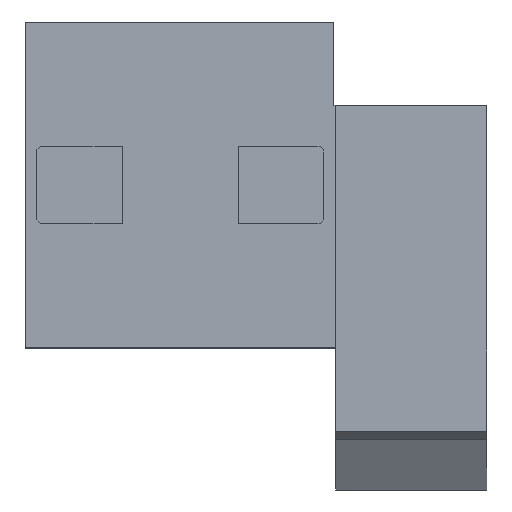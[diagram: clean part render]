
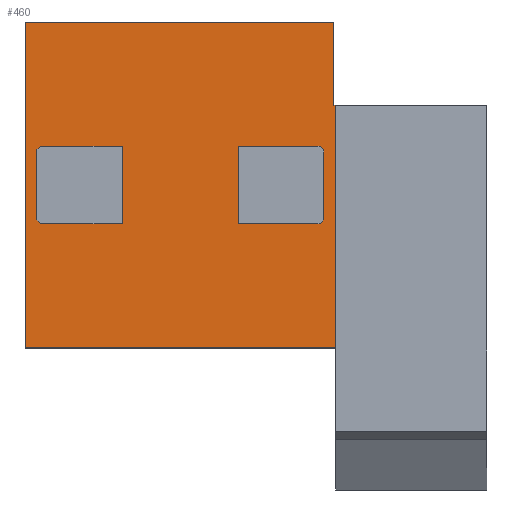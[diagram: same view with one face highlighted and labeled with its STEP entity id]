
A CAD part, top view. The second image highlights one B-rep face of the part: STEP entity #460.
In plain terms, the highlighted planar face has unit normal (0, 0, 1).
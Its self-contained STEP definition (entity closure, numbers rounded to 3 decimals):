
#73=LINE('',#2024,#205);
#105=LINE('',#2098,#237);
#116=LINE('',#2121,#248);
#117=LINE('',#2124,#249);
#118=LINE('',#2126,#250);
#119=LINE('',#2128,#251);
#120=LINE('',#2130,#252);
#121=LINE('',#2132,#253);
#122=LINE('',#2133,#254);
#123=LINE('',#2136,#255);
#124=LINE('',#2138,#256);
#125=LINE('',#2140,#257);
#126=LINE('',#2142,#258);
#127=LINE('',#2144,#259);
#128=LINE('',#2145,#260);
#129=LINE('',#2148,#261);
#130=LINE('',#2150,#262);
#131=LINE('',#2151,#263);
#205=VECTOR('',#1565,1.);
#237=VECTOR('',#1633,1.);
#248=VECTOR('',#1648,1.);
#249=VECTOR('',#1649,1.);
#250=VECTOR('',#1650,1.);
#251=VECTOR('',#1651,1.);
#252=VECTOR('',#1652,1.);
#253=VECTOR('',#1653,1.);
#254=VECTOR('',#1654,1.);
#255=VECTOR('',#1655,1.);
#256=VECTOR('',#1656,1.);
#257=VECTOR('',#1657,1.);
#258=VECTOR('',#1658,1.);
#259=VECTOR('',#1659,1.);
#260=VECTOR('',#1660,1.);
#261=VECTOR('',#1661,1.);
#262=VECTOR('',#1662,1.);
#263=VECTOR('',#1663,1.);
#335=PLANE('',#1392);
#460=ADVANCED_FACE('',(#524,#525,#526),#335,.T.);
#524=FACE_BOUND('',#587,.T.);
#525=FACE_BOUND('',#588,.T.);
#526=FACE_BOUND('',#589,.T.);
#587=EDGE_LOOP('',(#814,#815,#816,#817,#818,#819));
#588=EDGE_LOOP('',(#820,#821,#822,#823,#824,#825));
#589=EDGE_LOOP('',(#826,#827,#828,#829,#830,#831));
#814=ORIENTED_EDGE('',*,*,#1179,.T.);
#815=ORIENTED_EDGE('',*,*,#1180,.T.);
#816=ORIENTED_EDGE('',*,*,#1181,.T.);
#817=ORIENTED_EDGE('',*,*,#1182,.T.);
#818=ORIENTED_EDGE('',*,*,#1183,.T.);
#819=ORIENTED_EDGE('',*,*,#1184,.T.);
#820=ORIENTED_EDGE('',*,*,#1185,.T.);
#821=ORIENTED_EDGE('',*,*,#1186,.T.);
#822=ORIENTED_EDGE('',*,*,#1187,.T.);
#823=ORIENTED_EDGE('',*,*,#1188,.T.);
#824=ORIENTED_EDGE('',*,*,#1189,.T.);
#825=ORIENTED_EDGE('',*,*,#1190,.T.);
#826=ORIENTED_EDGE('',*,*,#1191,.T.);
#827=ORIENTED_EDGE('',*,*,#1192,.T.);
#828=ORIENTED_EDGE('',*,*,#1193,.T.);
#829=ORIENTED_EDGE('',*,*,#1133,.T.);
#830=ORIENTED_EDGE('',*,*,#1168,.T.);
#831=ORIENTED_EDGE('',*,*,#1194,.T.);
#1001=VERTEX_POINT('',#2023);
#1002=VERTEX_POINT('',#2025);
#1026=VERTEX_POINT('',#2099);
#1036=VERTEX_POINT('',#2122);
#1037=VERTEX_POINT('',#2123);
#1038=VERTEX_POINT('',#2125);
#1039=VERTEX_POINT('',#2127);
#1040=VERTEX_POINT('',#2129);
#1041=VERTEX_POINT('',#2131);
#1042=VERTEX_POINT('',#2134);
#1043=VERTEX_POINT('',#2135);
#1044=VERTEX_POINT('',#2137);
#1045=VERTEX_POINT('',#2139);
#1046=VERTEX_POINT('',#2141);
#1047=VERTEX_POINT('',#2143);
#1048=VERTEX_POINT('',#2146);
#1049=VERTEX_POINT('',#2147);
#1050=VERTEX_POINT('',#2149);
#1133=EDGE_CURVE('',#1002,#1001,#73,.T.);
#1168=EDGE_CURVE('',#1001,#1026,#105,.T.);
#1179=EDGE_CURVE('',#1036,#1037,#116,.T.);
#1180=EDGE_CURVE('',#1037,#1038,#117,.T.);
#1181=EDGE_CURVE('',#1038,#1039,#118,.T.);
#1182=EDGE_CURVE('',#1039,#1040,#119,.T.);
#1183=EDGE_CURVE('',#1040,#1041,#120,.T.);
#1184=EDGE_CURVE('',#1041,#1036,#121,.T.);
#1185=EDGE_CURVE('',#1042,#1043,#122,.T.);
#1186=EDGE_CURVE('',#1043,#1044,#123,.T.);
#1187=EDGE_CURVE('',#1044,#1045,#124,.T.);
#1188=EDGE_CURVE('',#1045,#1046,#125,.T.);
#1189=EDGE_CURVE('',#1046,#1047,#126,.T.);
#1190=EDGE_CURVE('',#1047,#1042,#127,.T.);
#1191=EDGE_CURVE('',#1048,#1049,#128,.T.);
#1192=EDGE_CURVE('',#1049,#1050,#129,.T.);
#1193=EDGE_CURVE('',#1050,#1002,#130,.T.);
#1194=EDGE_CURVE('',#1026,#1048,#131,.T.);
#1392=AXIS2_PLACEMENT_3D('',#2152,#1664,#1665);
#1565=DIRECTION('',(0.,1.,0.));
#1633=DIRECTION('',(-1.,0.,0.));
#1648=DIRECTION('',(1.,0.,0.));
#1649=DIRECTION('',(0.,-1.,0.));
#1650=DIRECTION('',(-1.,0.,0.));
#1651=DIRECTION('',(-0.707,0.707,0.));
#1652=DIRECTION('',(0.,1.,0.));
#1653=DIRECTION('',(0.707,0.707,0.));
#1654=DIRECTION('',(1.,0.,0.));
#1655=DIRECTION('',(0.707,-0.707,0.));
#1656=DIRECTION('',(0.,-1.,0.));
#1657=DIRECTION('',(-0.707,-0.707,0.));
#1658=DIRECTION('',(-1.,0.,0.));
#1659=DIRECTION('',(0.,1.,0.));
#1660=DIRECTION('',(-1.,0.,0.));
#1661=DIRECTION('',(0.,-1.,0.));
#1662=DIRECTION('',(1.,0.,0.));
#1663=DIRECTION('',(0.,1.,0.));
#1664=DIRECTION('',(0.,0.,1.));
#1665=DIRECTION('',(1.,0.,0.));
#2023=CARTESIAN_POINT('',(0.,20.5,0.));
#2024=CARTESIAN_POINT('',(0.,20.5,0.));
#2025=CARTESIAN_POINT('',(0.,-42.,0.));
#2098=CARTESIAN_POINT('',(0.,20.5,0.));
#2099=CARTESIAN_POINT('',(-0.5,20.5,0.));
#2121=CARTESIAN_POINT('',(-76.,10.,0.));
#2122=CARTESIAN_POINT('',(-76.,10.,0.));
#2123=CARTESIAN_POINT('',(-55.,10.,0.));
#2124=CARTESIAN_POINT('',(-55.,10.,0.));
#2125=CARTESIAN_POINT('',(-55.,-10.,0.));
#2126=CARTESIAN_POINT('',(-55.,-10.,0.));
#2127=CARTESIAN_POINT('',(-76.,-10.,0.));
#2128=CARTESIAN_POINT('',(-76.,-10.,0.));
#2129=CARTESIAN_POINT('',(-77.,-9.,0.));
#2130=CARTESIAN_POINT('',(-77.,-9.,0.));
#2131=CARTESIAN_POINT('',(-77.,9.,0.));
#2132=CARTESIAN_POINT('',(-77.,9.,0.));
#2133=CARTESIAN_POINT('',(-25.,10.,0.));
#2134=CARTESIAN_POINT('',(-25.,10.,0.));
#2135=CARTESIAN_POINT('',(-4.,10.,0.));
#2136=CARTESIAN_POINT('',(-4.,10.,0.));
#2137=CARTESIAN_POINT('',(-3.,9.,0.));
#2138=CARTESIAN_POINT('',(-3.,9.,0.));
#2139=CARTESIAN_POINT('',(-3.,-9.,0.));
#2140=CARTESIAN_POINT('',(-3.,-9.,0.));
#2141=CARTESIAN_POINT('',(-4.,-10.,0.));
#2142=CARTESIAN_POINT('',(-4.,-10.,0.));
#2143=CARTESIAN_POINT('',(-25.,-10.,0.));
#2144=CARTESIAN_POINT('',(-25.,-10.,0.));
#2145=CARTESIAN_POINT('',(-80.,42.,0.));
#2146=CARTESIAN_POINT('',(-0.5,42.,0.));
#2147=CARTESIAN_POINT('',(-80.,42.,0.));
#2148=CARTESIAN_POINT('',(-80.,42.,0.));
#2149=CARTESIAN_POINT('',(-80.,-42.,0.));
#2150=CARTESIAN_POINT('',(0.,-42.,0.));
#2151=CARTESIAN_POINT('',(-0.5,20.5,0.));
#2152=CARTESIAN_POINT('',(0.,0.,0.));
